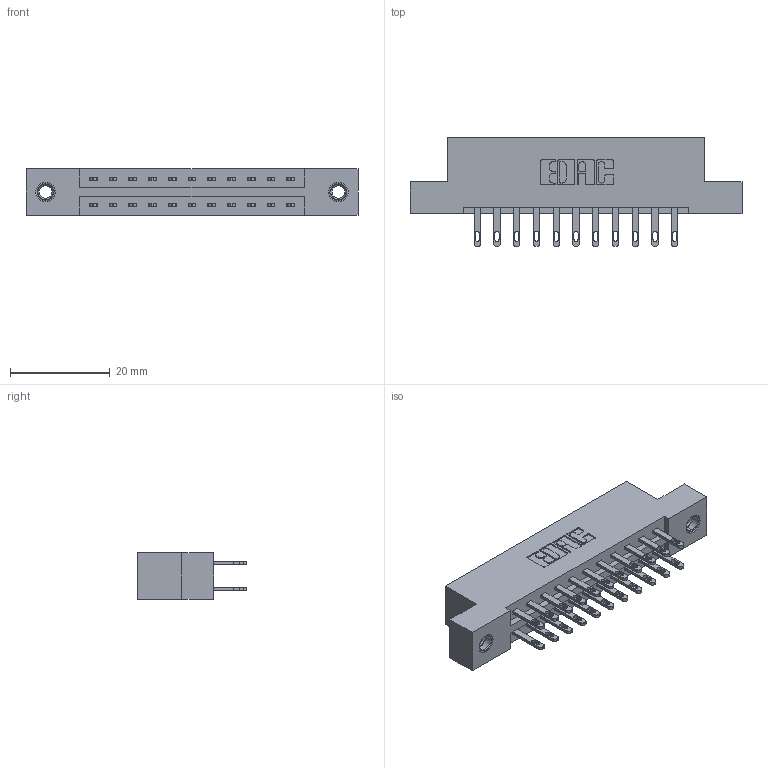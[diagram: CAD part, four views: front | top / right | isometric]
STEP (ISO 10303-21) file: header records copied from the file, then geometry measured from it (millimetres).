
FILE_DESCRIPTION (( 'STEP AP203' ), '1' );
FILE_NAME ('337-022-500-207.STEP', '2019-10-08T14:28:30', ( '' ), ( '' ), 'SwSTEP 2.0', 'SolidWorks 2016', '' );
FILE_SCHEMA (( 'CONFIG_CONTROL_DESIGN' ));
Length unit declared in the file: inch
Products named in the file (4): 337-022-500-207; 337 Part_Flush Mounting Lugs - 0.156 Dia-TI; 345-250-001_345-250-005-103; 345-292-001_345-293-100
Assembly tree (25 placements, depth 2):
  337-022-500-207
    337 Part_Flush Mounting Lugs - 0.156 Dia-TI
    345-292-001_345-293-100  x22
    345-250-001_345-250-005-103  x2
Bounding box: 66.6 x 21.85 x 9.4 mm (x, y, z)
Volume: 6659.8 mm3; surface area: 7507.8 mm2
Topology: 25 solids, 25 shells, 1274 faces, 3813 edges, 2534 vertices
Faces by surface type: plane 806, cylinder 452, cone 12, torus 4
Entity records: 13654 total; most frequent: CARTESIAN_POINT 2305, ORIENTED_EDGE 2234, DIRECTION 2051, EDGE_CURVE 1117, VECTOR 965, LINE 965, VERTEX_POINT 740, AXIS2_PLACEMENT_3D 543
